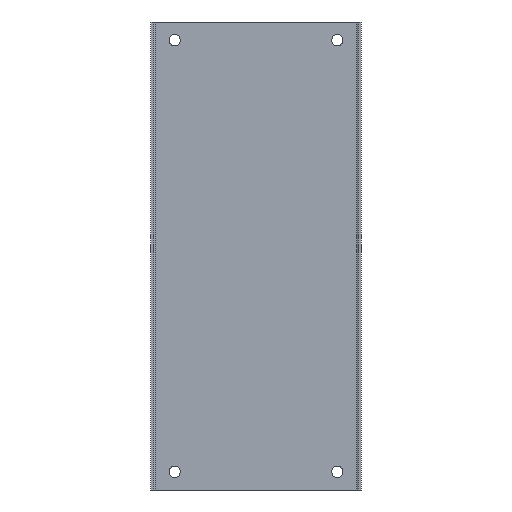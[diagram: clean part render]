
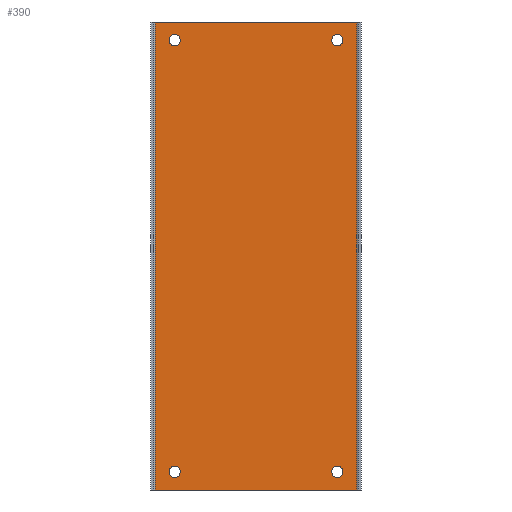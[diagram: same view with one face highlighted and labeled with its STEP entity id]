
A CAD part, front view. The second image highlights one B-rep face of the part: STEP entity #390.
In plain terms, the highlighted planar face has unit normal (0, -1, 0).
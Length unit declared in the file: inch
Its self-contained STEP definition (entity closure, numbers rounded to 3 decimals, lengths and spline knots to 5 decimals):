
#2 = AXIS2_PLACEMENT_3D ( 'NONE', #323, #413, #135 ) ;
#10 = VERTEX_POINT ( 'NONE', #431 ) ;
#14 = CIRCLE ( 'NONE', #365, 0.25 ) ;
#25 = DIRECTION ( 'NONE',  ( 0., 0., -1. ) ) ;
#26 = LINE ( 'NONE', #327, #446 ) ;
#28 = DIRECTION ( 'NONE',  ( 0., 0., -1. ) ) ;
#29 = DIRECTION ( 'NONE',  ( 0., 1., 0. ) ) ;
#62 = CARTESIAN_POINT ( 'NONE',  ( 3.625, -0.065, -9.875 ) ) ;
#74 = LINE ( 'NONE', #564, #619 ) ;
#83 = EDGE_LOOP ( 'NONE', ( #408 ) ) ;
#92 = CARTESIAN_POINT ( 'NONE',  ( 4.495, -0.065, 0. ) ) ;
#107 = VERTEX_POINT ( 'NONE', #159 ) ;
#130 = CARTESIAN_POINT ( 'NONE',  ( 3.625, -0.065, 9.625 ) ) ;
#135 = DIRECTION ( 'NONE',  ( 0., 0., -1. ) ) ;
#142 = DIRECTION ( 'NONE',  ( 1., 0., 0. ) ) ;
#159 = CARTESIAN_POINT ( 'NONE',  ( -3.625, -0.065, -9.875 ) ) ;
#164 = EDGE_LOOP ( 'NONE', ( #433, #253, #502, #472 ) ) ;
#174 = FACE_OUTER_BOUND ( 'NONE', #164, .T. ) ;
#186 = DIRECTION ( 'NONE',  ( 0., 0., -1. ) ) ;
#202 = EDGE_CURVE ( 'NONE', #238, #328, #262, .T. ) ;
#205 = FACE_BOUND ( 'NONE', #226, .T. ) ;
#212 = CIRCLE ( 'NONE', #2, 0.25 ) ;
#226 = EDGE_LOOP ( 'NONE', ( #313 ) ) ;
#227 = DIRECTION ( 'NONE',  ( 0., 0., -1. ) ) ;
#229 = EDGE_LOOP ( 'NONE', ( #411 ) ) ;
#231 = DIRECTION ( 'NONE',  ( 0., 1., 0. ) ) ;
#236 = EDGE_CURVE ( 'NONE', #468, #468, #391, .T. ) ;
#238 = VERTEX_POINT ( 'NONE', #268 ) ;
#240 = DIRECTION ( 'NONE',  ( 0., -1., 0. ) ) ;
#252 = LINE ( 'NONE', #92, #430 ) ;
#253 = ORIENTED_EDGE ( 'NONE', *, *, #333, .T. ) ;
#262 = LINE ( 'NONE', #314, #428 ) ;
#267 = EDGE_CURVE ( 'NONE', #107, #107, #212, .T. ) ;
#268 = CARTESIAN_POINT ( 'NONE',  ( -4.495, -0.065, 10.4375 ) ) ;
#274 = CARTESIAN_POINT ( 'NONE',  ( 4.495, -0.065, -10.4375 ) ) ;
#278 = EDGE_CURVE ( 'NONE', #295, #295, #384, .T. ) ;
#283 = DIRECTION ( 'NONE',  ( 0., 0., 1. ) ) ;
#286 = VERTEX_POINT ( 'NONE', #274 ) ;
#287 = AXIS2_PLACEMENT_3D ( 'NONE', #596, #551, #25 ) ;
#290 = CARTESIAN_POINT ( 'NONE',  ( 3.625, -0.065, 9.375 ) ) ;
#295 = VERTEX_POINT ( 'NONE', #62 ) ;
#300 = EDGE_LOOP ( 'NONE', ( #460 ) ) ;
#302 = EDGE_CURVE ( 'NONE', #352, #352, #14, .T. ) ;
#313 = ORIENTED_EDGE ( 'NONE', *, *, #302, .T. ) ;
#314 = CARTESIAN_POINT ( 'NONE',  ( -4.495, -0.065, 0. ) ) ;
#323 = CARTESIAN_POINT ( 'NONE',  ( -3.625, -0.065, -9.625 ) ) ;
#327 = CARTESIAN_POINT ( 'NONE',  ( 0., -0.065, 10.4375 ) ) ;
#328 = VERTEX_POINT ( 'NONE', #334 ) ;
#332 = FACE_BOUND ( 'NONE', #300, .T. ) ;
#333 = EDGE_CURVE ( 'NONE', #286, #10, #252, .T. ) ;
#334 = CARTESIAN_POINT ( 'NONE',  ( -4.495, -0.065, -10.4375 ) ) ;
#338 = DIRECTION ( 'NONE',  ( 1., 0., 0. ) ) ;
#352 = VERTEX_POINT ( 'NONE', #490 ) ;
#365 = AXIS2_PLACEMENT_3D ( 'NONE', #508, #231, #227 ) ;
#384 = CIRCLE ( 'NONE', #287, 0.25 ) ;
#390 = ADVANCED_FACE ( 'NONE', ( #554, #580, #332, #205, #174 ), #466, .T. ) ;
#391 = CIRCLE ( 'NONE', #481, 0.25 ) ;
#392 = AXIS2_PLACEMENT_3D ( 'NONE', #473, #240, #186 ) ;
#408 = ORIENTED_EDGE ( 'NONE', *, *, #267, .T. ) ;
#411 = ORIENTED_EDGE ( 'NONE', *, *, #278, .T. ) ;
#413 = DIRECTION ( 'NONE',  ( 0., 1., 0. ) ) ;
#428 = VECTOR ( 'NONE', #450, 39.37008 ) ;
#430 = VECTOR ( 'NONE', #283, 39.37008 ) ;
#431 = CARTESIAN_POINT ( 'NONE',  ( 4.495, -0.065, 10.4375 ) ) ;
#433 = ORIENTED_EDGE ( 'NONE', *, *, #592, .T. ) ;
#435 = EDGE_CURVE ( 'NONE', #238, #10, #26, .T. ) ;
#446 = VECTOR ( 'NONE', #142, 39.37008 ) ;
#450 = DIRECTION ( 'NONE',  ( 0., 0., -1. ) ) ;
#460 = ORIENTED_EDGE ( 'NONE', *, *, #236, .T. ) ;
#466 = PLANE ( 'NONE',  #392 ) ;
#468 = VERTEX_POINT ( 'NONE', #290 ) ;
#472 = ORIENTED_EDGE ( 'NONE', *, *, #202, .T. ) ;
#473 = CARTESIAN_POINT ( 'NONE',  ( 4.495, -0.065, 0. ) ) ;
#481 = AXIS2_PLACEMENT_3D ( 'NONE', #130, #29, #28 ) ;
#490 = CARTESIAN_POINT ( 'NONE',  ( -3.625, -0.065, 9.375 ) ) ;
#502 = ORIENTED_EDGE ( 'NONE', *, *, #435, .F. ) ;
#508 = CARTESIAN_POINT ( 'NONE',  ( -3.625, -0.065, 9.625 ) ) ;
#551 = DIRECTION ( 'NONE',  ( 0., 1., 0. ) ) ;
#554 = FACE_BOUND ( 'NONE', #83, .T. ) ;
#564 = CARTESIAN_POINT ( 'NONE',  ( 0., -0.065, -10.4375 ) ) ;
#580 = FACE_BOUND ( 'NONE', #229, .T. ) ;
#592 = EDGE_CURVE ( 'NONE', #328, #286, #74, .T. ) ;
#596 = CARTESIAN_POINT ( 'NONE',  ( 3.625, -0.065, -9.625 ) ) ;
#619 = VECTOR ( 'NONE', #338, 39.37008 ) ;
